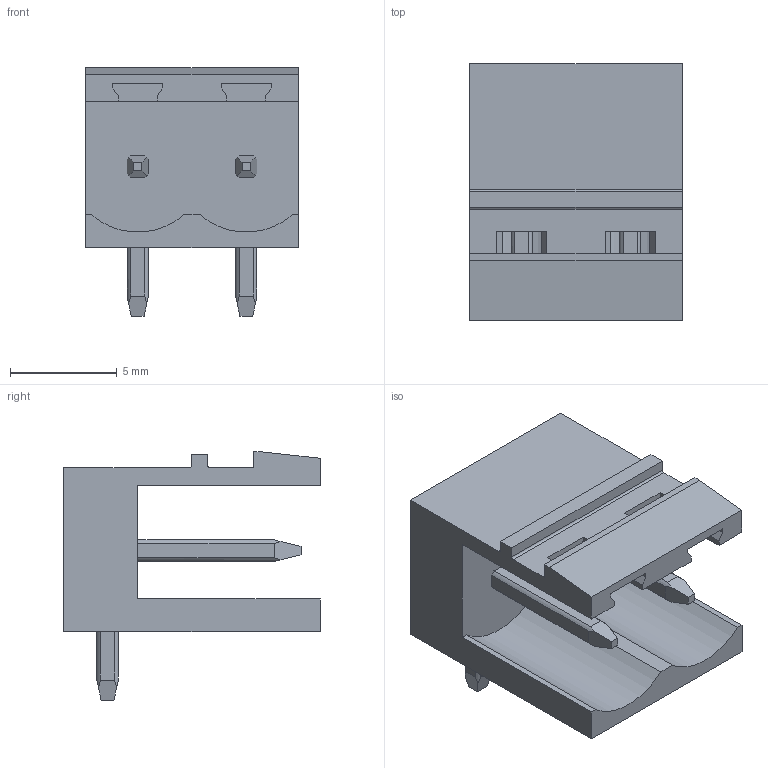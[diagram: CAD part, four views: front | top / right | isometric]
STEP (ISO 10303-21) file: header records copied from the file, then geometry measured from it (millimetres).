
FILE_DESCRIPTION(('CATIA V5 STEP Exchange','CAx-IF Rec.Pracs.--- Model Styling and Organization---1.2---2011-12-15'),'2;1');
FILE_NAME ('D1449359_0', '2018-10-27T03:51:42+00:00', ('none'), ('Weidmueller'), 'CATIA Version 5-6 Release 2014', 'CATIA V5 STEP AP214', 'none');
FILE_SCHEMA(('AUTOMOTIVE_DESIGN { 1 0 10303 214 1 1 1 1 }'));
Length unit declared in the file: millimetre
Products named in the file (1): 1155030000
Bounding box: 9.96 x 12 x 11.63 mm (x, y, z)
Volume: 453.1 mm3; surface area: 848 mm2
Topology: 3 solids, 3 shells, 115 faces, 319 edges, 206 vertices
Faces by surface type: plane 79, cylinder 36
Entity records: 3368 total; most frequent: CARTESIAN_POINT 729, ORIENTED_EDGE 638, DIRECTION 391, EDGE_CURVE 313, VECTOR 229, LINE 229, VERTEX_POINT 198, EDGE_LOOP 119
